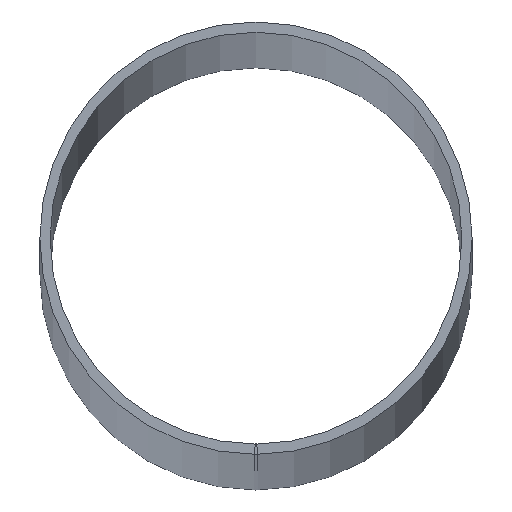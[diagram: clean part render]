
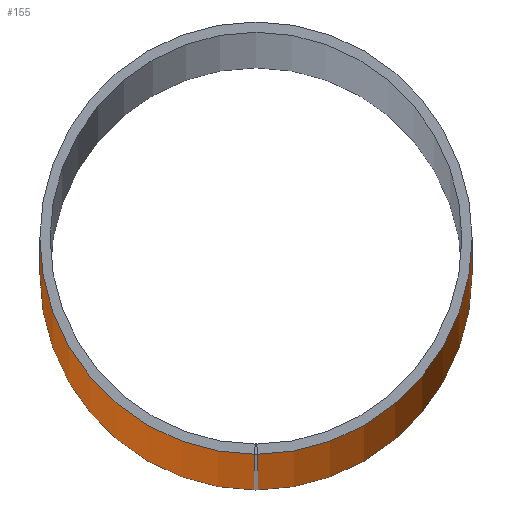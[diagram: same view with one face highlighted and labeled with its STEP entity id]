
A CAD part, top view. The second image highlights one B-rep face of the part: STEP entity #155.
In plain terms, the highlighted cylindrical face has radius 31.75 mm (diameter 63.5 mm), a full revolution.
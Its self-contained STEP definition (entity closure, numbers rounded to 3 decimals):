
#24=FACE_OUTER_BOUND('',#34,.T.);
#34=EDGE_LOOP('',(#107,#108,#109,#110));
#46=LINE('',#265,#56);
#56=VECTOR('',#219,31.75);
#67=CIRCLE('',#192,31.75);
#68=CIRCLE('',#193,31.75);
#75=VERTEX_POINT('',#262);
#76=VERTEX_POINT('',#264);
#88=EDGE_CURVE('',#75,#75,#67,.T.);
#89=EDGE_CURVE('',#75,#76,#46,.T.);
#90=EDGE_CURVE('',#76,#76,#68,.T.);
#107=ORIENTED_EDGE('',*,*,#88,.F.);
#108=ORIENTED_EDGE('',*,*,#89,.T.);
#109=ORIENTED_EDGE('',*,*,#90,.T.);
#110=ORIENTED_EDGE('',*,*,#89,.F.);
#140=CYLINDRICAL_SURFACE('',#191,31.75);
#155=ADVANCED_FACE('',(#24),#140,.T.);
#191=AXIS2_PLACEMENT_3D('',#261,#215,#216);
#192=AXIS2_PLACEMENT_3D('',#263,#217,#218);
#193=AXIS2_PLACEMENT_3D('',#266,#220,#221);
#215=DIRECTION('center_axis',(0.,0.,1.));
#216=DIRECTION('ref_axis',(1.,0.,0.));
#217=DIRECTION('center_axis',(0.,0.,1.));
#218=DIRECTION('ref_axis',(1.,0.,0.));
#219=DIRECTION('',(0.,0.,-1.));
#220=DIRECTION('center_axis',(0.,0.,1.));
#221=DIRECTION('ref_axis',(1.,0.,0.));
#261=CARTESIAN_POINT('Origin',(0.,0.,0.));
#262=CARTESIAN_POINT('',(-31.75,0.,3000.));
#263=CARTESIAN_POINT('Origin',(0.,0.,3000.));
#264=CARTESIAN_POINT('',(-31.75,0.,0.));
#265=CARTESIAN_POINT('',(-31.75,0.,0.));
#266=CARTESIAN_POINT('Origin',(0.,0.,0.));
